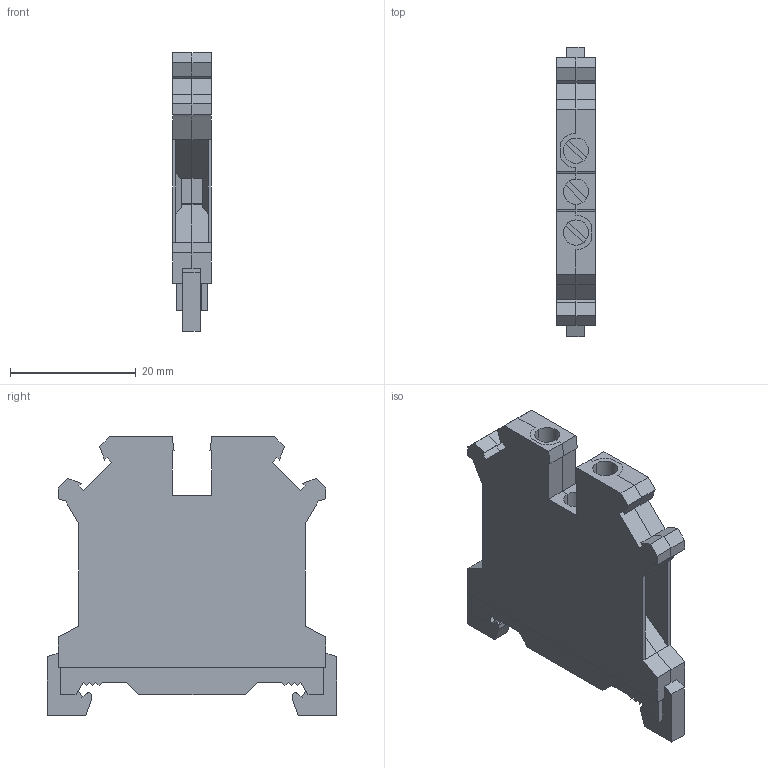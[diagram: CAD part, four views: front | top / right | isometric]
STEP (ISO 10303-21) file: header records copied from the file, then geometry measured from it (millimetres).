
FILE_DESCRIPTION(('Creo Elements/Direct Modeling STEP Export'),'2;1');
FILE_NAME('model.stp','2021-01-21T 0:45:48',(''),(''),'Creo Elements/Direct Modeling STEP processor for AP214 (Solid Model)','Creo Elements/Direct Modeling 20.1A 29-Sep-2018 (C) Parametric Technology GmbH','');
FILE_SCHEMA(('AUTOMOTIVE_DESIGN { 1 0 10303 214 1 1 1 1 }'));
Length unit declared in the file: millimetre
Products named in the file (2): USLKG_5-1-select
Assembly tree (1 placements, depth 2):
  USLKG_5-1-select
    USLKG_5-1-select
Bounding box: 6.15 x 45.9 x 44.25 mm (x, y, z)
Volume: 7247.6 mm3; surface area: 5422.4 mm2
Topology: 1 solids, 1 shells, 219 faces, 595 edges, 381 vertices
Faces by surface type: plane 209, cylinder 10
Entity records: 7943 total; most frequent: ORIENTED_EDGE 1192, CARTESIAN_POINT 1069, DIRECTION 872, EDGE_CURVE 596, VECTOR 502, LINE 502, VERTEX_POINT 382, EDGE_LOOP 222
